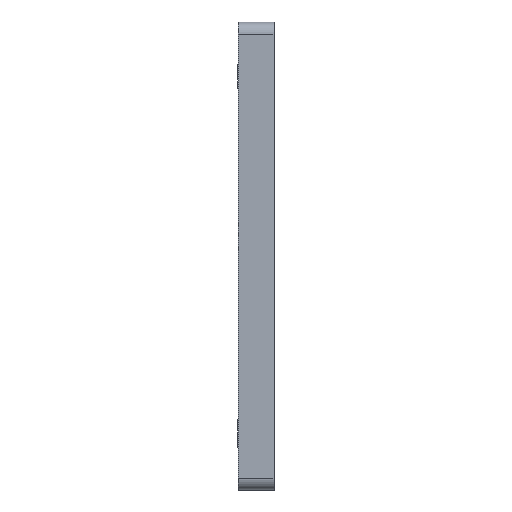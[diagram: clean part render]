
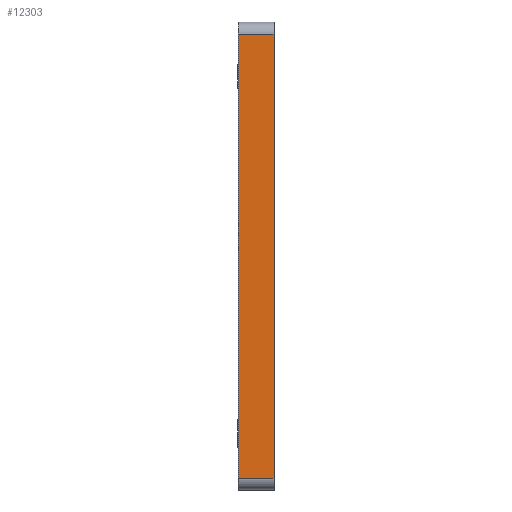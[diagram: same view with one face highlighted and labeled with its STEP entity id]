
A CAD part, left-side view. The second image highlights one B-rep face of the part: STEP entity #12303.
In plain terms, the highlighted planar face has unit normal (-1, 0, 0).
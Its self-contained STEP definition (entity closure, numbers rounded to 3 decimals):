
#157 = DIRECTION ( 'NONE',  ( 0., 0., 1. ) ) ;
#279 = VERTEX_POINT ( 'NONE', #11138 ) ;
#473 = DIRECTION ( 'NONE',  ( 0., 1., 0. ) ) ;
#1220 = ORIENTED_EDGE ( 'NONE', *, *, #11090, .T. ) ;
#1487 = EDGE_CURVE ( 'NONE', #5129, #12882, #3215, .T. ) ;
#1625 = DIRECTION ( 'NONE',  ( 1., 0., 0. ) ) ;
#2446 = VECTOR ( 'NONE', #8964, 1000. ) ;
#2503 = CARTESIAN_POINT ( 'NONE',  ( -19.5, 3., 18.5 ) ) ;
#2526 = VERTEX_POINT ( 'NONE', #12947 ) ;
#2858 = ORIENTED_EDGE ( 'NONE', *, *, #10501, .F. ) ;
#2937 = EDGE_LOOP ( 'NONE', ( #2858, #12455, #3567, #1220 ) ) ;
#3215 = LINE ( 'NONE', #10278, #8604 ) ;
#3259 = VECTOR ( 'NONE', #473, 1000. ) ;
#3418 = FACE_OUTER_BOUND ( 'NONE', #2937, .T. ) ;
#3567 = ORIENTED_EDGE ( 'NONE', *, *, #1487, .T. ) ;
#4593 = CARTESIAN_POINT ( 'NONE',  ( -19.5, 0., -18.5 ) ) ;
#5129 = VERTEX_POINT ( 'NONE', #4593 ) ;
#5336 = AXIS2_PLACEMENT_3D ( 'NONE', #13138, #1625, #5970 ) ;
#5557 = LINE ( 'NONE', #6284, #10303 ) ;
#5970 = DIRECTION ( 'NONE',  ( 0., 0., -1. ) ) ;
#6284 = CARTESIAN_POINT ( 'NONE',  ( -19.5, 3., -19.5 ) ) ;
#7864 = PLANE ( 'NONE',  #5336 ) ;
#8256 = DIRECTION ( 'NONE',  ( 0., 0., 1. ) ) ;
#8604 = VECTOR ( 'NONE', #8256, 1000. ) ;
#8964 = DIRECTION ( 'NONE',  ( 0., -1., 0. ) ) ;
#10162 = CARTESIAN_POINT ( 'NONE',  ( -19.5, 3., -18.5 ) ) ;
#10278 = CARTESIAN_POINT ( 'NONE',  ( -19.5, 0., -19.5 ) ) ;
#10303 = VECTOR ( 'NONE', #157, 1000. ) ;
#10501 = EDGE_CURVE ( 'NONE', #2526, #279, #5557, .T. ) ;
#11082 = LINE ( 'NONE', #10162, #2446 ) ;
#11090 = EDGE_CURVE ( 'NONE', #12882, #279, #12047, .T. ) ;
#11138 = CARTESIAN_POINT ( 'NONE',  ( -19.5, 3., 18.5 ) ) ;
#11431 = EDGE_CURVE ( 'NONE', #2526, #5129, #11082, .T. ) ;
#11470 = CARTESIAN_POINT ( 'NONE',  ( -19.5, 0., 18.5 ) ) ;
#12047 = LINE ( 'NONE', #2503, #3259 ) ;
#12303 = ADVANCED_FACE ( 'NONE', ( #3418 ), #7864, .F. ) ;
#12455 = ORIENTED_EDGE ( 'NONE', *, *, #11431, .T. ) ;
#12882 = VERTEX_POINT ( 'NONE', #11470 ) ;
#12947 = CARTESIAN_POINT ( 'NONE',  ( -19.5, 3., -18.5 ) ) ;
#13138 = CARTESIAN_POINT ( 'NONE',  ( -19.5, 3., -19.5 ) ) ;
